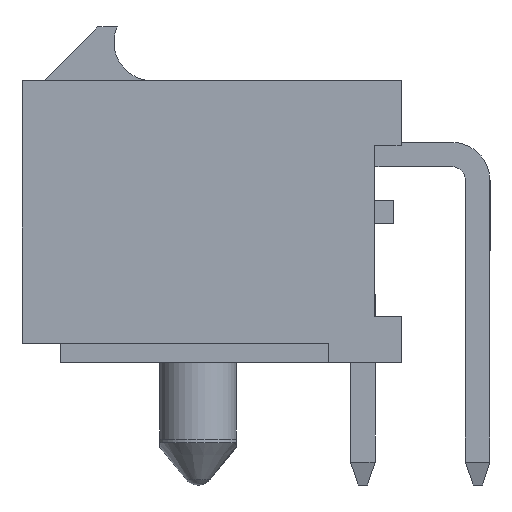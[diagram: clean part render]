
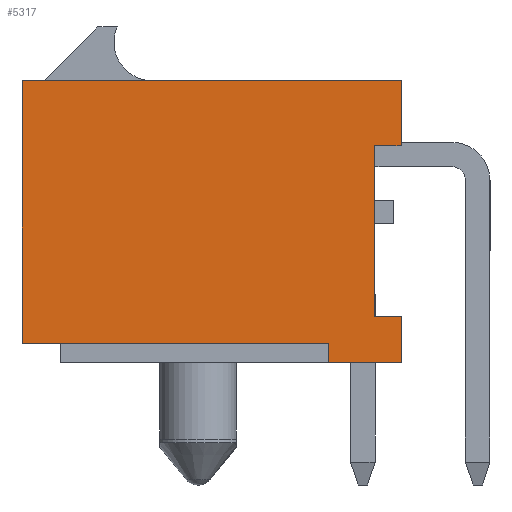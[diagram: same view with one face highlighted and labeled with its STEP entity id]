
A CAD part, left-side view. The second image highlights one B-rep face of the part: STEP entity #5317.
In plain terms, the highlighted planar face has unit normal (-1, 0, 0).
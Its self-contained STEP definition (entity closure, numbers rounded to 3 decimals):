
#649=ORIENTED_EDGE('',*,*,#1560,.F.);
#650=ORIENTED_EDGE('',*,*,#1418,.T.);
#651=ORIENTED_EDGE('',*,*,#1625,.T.);
#652=ORIENTED_EDGE('',*,*,#1626,.T.);
#653=ORIENTED_EDGE('',*,*,#1627,.T.);
#654=ORIENTED_EDGE('',*,*,#1628,.T.);
#655=ORIENTED_EDGE('',*,*,#1629,.T.);
#656=ORIENTED_EDGE('',*,*,#1464,.F.);
#657=ORIENTED_EDGE('',*,*,#1459,.T.);
#658=ORIENTED_EDGE('',*,*,#1630,.T.);
#1418=EDGE_CURVE('',#1932,#1931,#2325,.T.);
#1459=EDGE_CURVE('',#1962,#1964,#2366,.T.);
#1464=EDGE_CURVE('',#1962,#1967,#2371,.T.);
#1560=EDGE_CURVE('',#1932,#2034,#2458,.T.);
#1625=EDGE_CURVE('',#1931,#2081,#2523,.T.);
#1626=EDGE_CURVE('',#2081,#2082,#2524,.T.);
#1627=EDGE_CURVE('',#2082,#2083,#2525,.T.);
#1628=EDGE_CURVE('',#2083,#2084,#2526,.T.);
#1629=EDGE_CURVE('',#2084,#1967,#2527,.T.);
#1630=EDGE_CURVE('',#1964,#2034,#2528,.T.);
#1931=VERTEX_POINT('',#7081);
#1932=VERTEX_POINT('',#7083);
#1962=VERTEX_POINT('',#7163);
#1964=VERTEX_POINT('',#7167);
#1967=VERTEX_POINT('',#7177);
#2034=VERTEX_POINT('',#7369);
#2081=VERTEX_POINT('',#7506);
#2082=VERTEX_POINT('',#7508);
#2083=VERTEX_POINT('',#7510);
#2084=VERTEX_POINT('',#7512);
#2325=LINE('',#7082,#2849);
#2366=LINE('',#7168,#2890);
#2371=LINE('',#7178,#2895);
#2458=LINE('',#7375,#2982);
#2523=LINE('',#7505,#3047);
#2524=LINE('',#7507,#3048);
#2525=LINE('',#7509,#3049);
#2526=LINE('',#7511,#3050);
#2527=LINE('',#7513,#3051);
#2528=LINE('',#7514,#3052);
#2849=VECTOR('',#5994,1000.);
#2890=VECTOR('',#6059,1000.);
#2895=VECTOR('',#6068,1000.);
#2982=VECTOR('',#6223,1000.);
#3047=VECTOR('',#6328,1000.);
#3048=VECTOR('',#6329,1000.);
#3049=VECTOR('',#6330,1000.);
#3050=VECTOR('',#6331,1000.);
#3051=VECTOR('',#6332,1000.);
#3052=VECTOR('',#6333,1000.);
#3308=EDGE_LOOP('',(#649,#650,#651,#652,#653,#654,#655,#656,#657,#658));
#3516=FACE_BOUND('',#3308,.T.);
#3713=PLANE('',#5551);
#5317=ADVANCED_FACE('',(#3516),#3713,.T.);
#5551=AXIS2_PLACEMENT_3D('',#7504,#6326,#6327);
#5994=DIRECTION('',(-0.001,0.,1.));
#6059=DIRECTION('',(0.,-1.,0.));
#6068=DIRECTION('',(-0.001,0.,1.));
#6223=DIRECTION('',(0.,-1.,0.));
#6326=DIRECTION('',(-1.,0.,-0.001));
#6327=DIRECTION('',(0.,1.,0.));
#6328=DIRECTION('',(0.,-1.,0.));
#6329=DIRECTION('',(-0.001,0.,1.));
#6330=DIRECTION('',(0.,1.,0.));
#6331=DIRECTION('',(0.001,0.,-1.));
#6332=DIRECTION('',(0.,-1.,0.));
#6333=DIRECTION('',(-0.001,0.,1.));
#7081=CARTESIAN_POINT('',(-3.351,-3.1,2.878));
#7082=CARTESIAN_POINT('',(-3.349,-3.1,-1.582));
#7083=CARTESIAN_POINT('',(-3.349,-3.1,-1.582));
#7163=CARTESIAN_POINT('',(-3.348,-1.9,-2.782));
#7167=CARTESIAN_POINT('',(-3.348,-3.8,-2.782));
#7168=CARTESIAN_POINT('',(-3.348,-1.9,-2.782));
#7177=CARTESIAN_POINT('',(-3.348,-1.9,-2.282));
#7178=CARTESIAN_POINT('',(-3.348,-1.9,-2.782));
#7369=CARTESIAN_POINT('',(-3.348,-3.8,-1.582));
#7375=CARTESIAN_POINT('',(-3.349,-2.8,-1.582));
#7504=CARTESIAN_POINT('',(-3.351,1.15,1.148));
#7505=CARTESIAN_POINT('',(-3.351,-2.8,2.878));
#7506=CARTESIAN_POINT('',(-3.351,-3.8,2.878));
#7507=CARTESIAN_POINT('',(-3.348,-3.8,-2.282));
#7508=CARTESIAN_POINT('',(-3.352,-3.8,4.578));
#7509=CARTESIAN_POINT('',(-3.352,-3.8,4.578));
#7510=CARTESIAN_POINT('',(-3.353,6.1,4.578));
#7511=CARTESIAN_POINT('',(-3.353,6.1,4.578));
#7512=CARTESIAN_POINT('',(-3.349,6.1,-2.282));
#7513=CARTESIAN_POINT('',(-3.349,6.1,-2.282));
#7514=CARTESIAN_POINT('',(-3.348,-3.8,-2.282));
